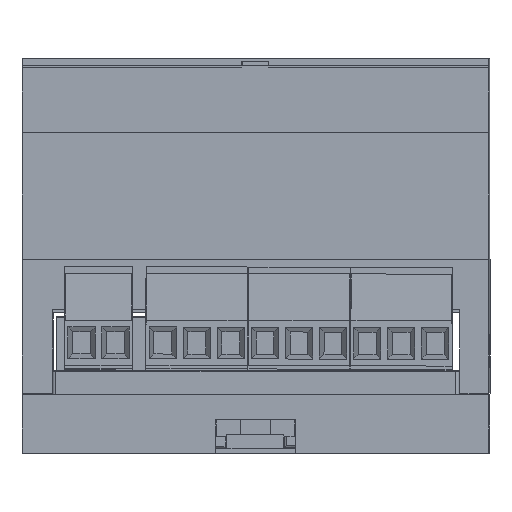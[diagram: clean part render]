
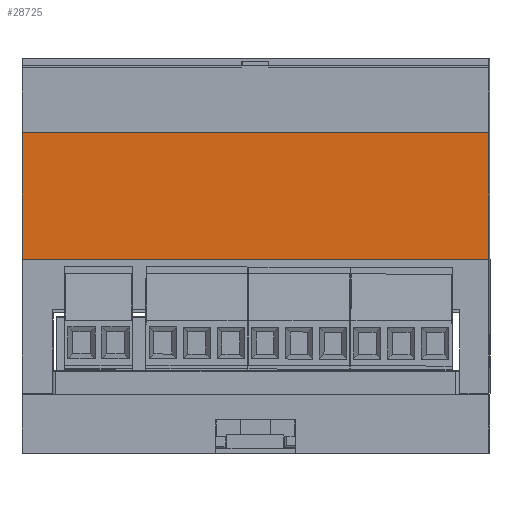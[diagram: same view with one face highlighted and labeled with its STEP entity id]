
A CAD part, front view. The second image highlights one B-rep face of the part: STEP entity #28725.
In plain terms, the highlighted planar face has unit normal (-0.002, -1, 0).
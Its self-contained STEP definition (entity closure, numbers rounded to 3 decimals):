
#1652=FACE_OUTER_BOUND('',#3257,.T.);
#3257=EDGE_LOOP('',(#21594,#21595,#21596,#21597));
#5306=LINE('',#42457,#8891);
#5311=LINE('',#42467,#8896);
#5329=LINE('',#42501,#8914);
#5665=LINE('',#43194,#9250);
#8891=VECTOR('',#34046,1.);
#8896=VECTOR('',#34053,1.);
#8914=VECTOR('',#34073,1.);
#9250=VECTOR('',#34675,1.);
#12317=VERTEX_POINT('',#42454);
#12318=VERTEX_POINT('',#42456);
#12321=VERTEX_POINT('',#42464);
#12322=VERTEX_POINT('',#42466);
#15510=EDGE_CURVE('',#12317,#12318,#5306,.T.);
#15515=EDGE_CURVE('',#12321,#12322,#5311,.T.);
#15533=EDGE_CURVE('',#12318,#12321,#5329,.T.);
#15877=EDGE_CURVE('',#12322,#12317,#5665,.T.);
#21594=ORIENTED_EDGE('',*,*,#15533,.F.);
#21595=ORIENTED_EDGE('',*,*,#15510,.F.);
#21596=ORIENTED_EDGE('',*,*,#15877,.F.);
#21597=ORIENTED_EDGE('',*,*,#15515,.F.);
#27304=PLANE('',#30504);
#28725=ADVANCED_FACE('',(#1652),#27304,.T.);
#30504=AXIS2_PLACEMENT_3D('',#43195,#34676,#34677);
#34046=DIRECTION('',(0.,0.,-1.));
#34053=DIRECTION('',(0.,0.,1.));
#34073=DIRECTION('',(-1.,0.002,0.));
#34675=DIRECTION('',(1.,-0.002,0.));
#34676=DIRECTION('center_axis',(-0.002,-1.,
0.));
#34677=DIRECTION('ref_axis',(-1.,0.002,0.));
#42454=CARTESIAN_POINT('',(36.521,-7.635,48.302));
#42456=CARTESIAN_POINT('',(36.521,-7.635,29.302));
#42457=CARTESIAN_POINT('',(36.521,-7.635,48.302));
#42464=CARTESIAN_POINT('',(-33.299,-7.475,29.302));
#42466=CARTESIAN_POINT('',(-33.299,-7.475,48.302));
#42467=CARTESIAN_POINT('',(-33.299,-7.475,29.302));
#42501=CARTESIAN_POINT('',(36.521,-7.635,29.302));
#43194=CARTESIAN_POINT('',(-33.299,-7.475,48.302));
#43195=CARTESIAN_POINT('Origin',(36.521,-7.635,48.302));
